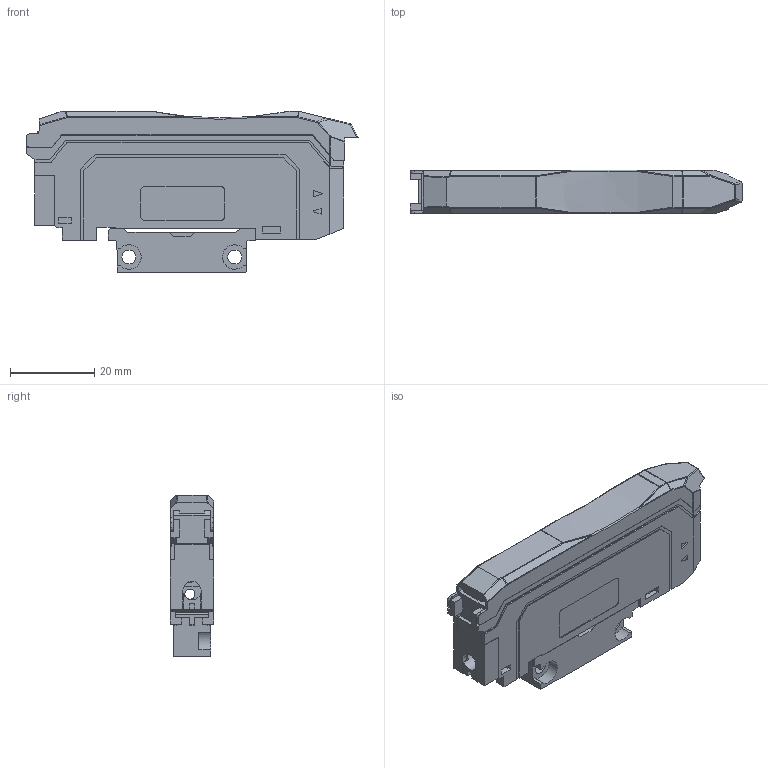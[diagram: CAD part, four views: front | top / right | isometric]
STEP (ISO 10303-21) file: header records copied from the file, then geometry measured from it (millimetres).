
FILE_DESCRIPTION((''),'2;1');
FILE_NAME('EX-HD10_ASM','2021-05-25T',('admin'),(''),'PRO/ENGINEER BY PARAMETRIC TECHNOLOGY CORPORATION, 2008380','PRO/ENGINEER BY PARAMETRIC TECHNOLOGY CORPORATION, 2008380','');
FILE_SCHEMA(('CONFIG_CONTROL_DESIGN'));
Length unit declared in the file: millimetre
Products named in the file (10): MANIFOLD_SOLID_BREP_433; MANIFOLD_SOLID_BREP_434; MANIFOLD_SOLID_BREP_435; MANIFOLD_SOLID_BREP_436; MANIFOLD_SOLID_BREP_437; MANIFOLD_SOLID_BREP_442; MANIFOLD_SOLID_BREP_443; MANIFOLD_SOLID_BREP_444; ADMIE306WMRU_ASM; EX-HD10_ASM
Assembly tree (9 placements, depth 3):
  EX-HD10_ASM
    ADMIE306WMRU_ASM
      MANIFOLD_SOLID_BREP_433
      MANIFOLD_SOLID_BREP_434
      MANIFOLD_SOLID_BREP_435
      MANIFOLD_SOLID_BREP_436
      MANIFOLD_SOLID_BREP_437
      MANIFOLD_SOLID_BREP_442
      MANIFOLD_SOLID_BREP_443
      MANIFOLD_SOLID_BREP_444
Bounding box: 78.8 x 10.3 x 38.32 mm (x, y, z)
Volume: 8358.2 mm3; surface area: 19462.7 mm2
Topology: 7 solids, 9 shells, 1173 faces, 3331 edges, 2204 vertices
Faces by surface type: plane 894, cylinder 201, bspline 32, torus 21, cone 12, sphere 8, extrusion 5
Entity records: 39689 total; most frequent: CARTESIAN_POINT 8967, ORIENTED_EDGE 6646, DIRECTION 5871, EDGE_CURVE 3327, VECTOR 2701, LINE 2696, VERTEX_POINT 2204, AXIS2_PLACEMENT_3D 1585
